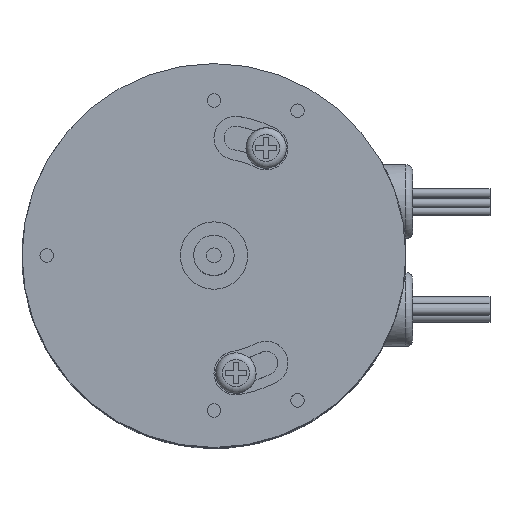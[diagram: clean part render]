
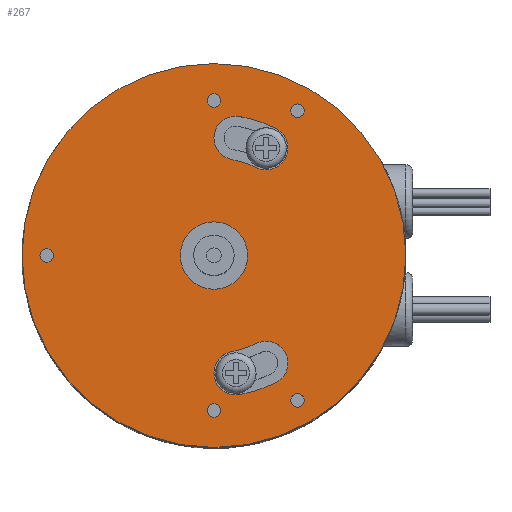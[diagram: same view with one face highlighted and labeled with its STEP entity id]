
A CAD part, top view. The second image highlights one B-rep face of the part: STEP entity #267.
In plain terms, the highlighted planar face has unit normal (0, 0, 1).
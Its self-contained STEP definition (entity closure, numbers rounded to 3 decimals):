
#267 = ADVANCED_FACE( '', ( #694, #695, #696, #697, #698, #699, #700, #701, #702 ), #703, .F. );
#694 = FACE_BOUND( '', #1339, .T. );
#695 = FACE_BOUND( '', #1340, .T. );
#696 = FACE_BOUND( '', #1341, .T. );
#697 = FACE_BOUND( '', #1342, .T. );
#698 = FACE_BOUND( '', #1343, .T. );
#699 = FACE_BOUND( '', #1344, .T. );
#700 = FACE_BOUND( '', #1345, .T. );
#701 = FACE_BOUND( '', #1346, .T. );
#702 = FACE_OUTER_BOUND( '', #1347, .T. );
#703 = PLANE( '', #1348 );
#1339 = EDGE_LOOP( '', ( #2120 ) );
#1340 = EDGE_LOOP( '', ( #2121 ) );
#1341 = EDGE_LOOP( '', ( #2122 ) );
#1342 = EDGE_LOOP( '', ( #2123 ) );
#1343 = EDGE_LOOP( '', ( #2124 ) );
#1344 = EDGE_LOOP( '', ( #2125, #2126, #2127, #2128 ) );
#1345 = EDGE_LOOP( '', ( #2129, #2130, #2131, #2132 ) );
#1346 = EDGE_LOOP( '', ( #2133 ) );
#1347 = EDGE_LOOP( '', ( #2134 ) );
#1348 = AXIS2_PLACEMENT_3D( '', #2135, #2136, #2137 );
#2120 = ORIENTED_EDGE( '', *, *, #3456, .T. );
#2121 = ORIENTED_EDGE( '', *, *, #3457, .T. );
#2122 = ORIENTED_EDGE( '', *, *, #3458, .T. );
#2123 = ORIENTED_EDGE( '', *, *, #3459, .T. );
#2124 = ORIENTED_EDGE( '', *, *, #3460, .T. );
#2125 = ORIENTED_EDGE( '', *, *, #3461, .T. );
#2126 = ORIENTED_EDGE( '', *, *, #3462, .T. );
#2127 = ORIENTED_EDGE( '', *, *, #3463, .T. );
#2128 = ORIENTED_EDGE( '', *, *, #3464, .T. );
#2129 = ORIENTED_EDGE( '', *, *, #3465, .F. );
#2130 = ORIENTED_EDGE( '', *, *, #3466, .F. );
#2131 = ORIENTED_EDGE( '', *, *, #3467, .F. );
#2132 = ORIENTED_EDGE( '', *, *, #3468, .F. );
#2133 = ORIENTED_EDGE( '', *, *, #3469, .T. );
#2134 = ORIENTED_EDGE( '', *, *, #3470, .F. );
#2135 = CARTESIAN_POINT( '', ( 0., 0., 94. ) );
#2136 = DIRECTION( '', ( 0., 0., -1. ) );
#2137 = DIRECTION( '', ( -1., 0., 0. ) );
#3456 = EDGE_CURVE( '', #4100, #4100, #4101, .T. );
#3457 = EDGE_CURVE( '', #4102, #4102, #4103, .T. );
#3458 = EDGE_CURVE( '', #4104, #4104, #4105, .T. );
#3459 = EDGE_CURVE( '', #4106, #4106, #4107, .T. );
#3460 = EDGE_CURVE( '', #4108, #4108, #4109, .T. );
#3461 = EDGE_CURVE( '', #4110, #4111, #4112, .T. );
#3462 = EDGE_CURVE( '', #4111, #4113, #4114, .T. );
#3463 = EDGE_CURVE( '', #4113, #4115, #4116, .T. );
#3464 = EDGE_CURVE( '', #4115, #4110, #4117, .T. );
#3465 = EDGE_CURVE( '', #4118, #4119, #4120, .T. );
#3466 = EDGE_CURVE( '', #4121, #4118, #4122, .T. );
#3467 = EDGE_CURVE( '', #4123, #4121, #4124, .T. );
#3468 = EDGE_CURVE( '', #4119, #4123, #4125, .T. );
#3469 = EDGE_CURVE( '', #4126, #4126, #4127, .T. );
#3470 = EDGE_CURVE( '', #4128, #4128, #4129, .T. );
#4100 = VERTEX_POINT( '', #4975 );
#4101 = CIRCLE( '', #4976, 1.007 );
#4102 = VERTEX_POINT( '', #4977 );
#4103 = CIRCLE( '', #4978, 1.007 );
#4104 = VERTEX_POINT( '', #4979 );
#4105 = CIRCLE( '', #4980, 1.007 );
#4106 = VERTEX_POINT( '', #4981 );
#4107 = CIRCLE( '', #4982, 1.007 );
#4108 = VERTEX_POINT( '', #4983 );
#4109 = CIRCLE( '', #4984, 1.007 );
#4110 = VERTEX_POINT( '', #4985 );
#4111 = VERTEX_POINT( '', #4986 );
#4112 = CIRCLE( '', #4987, 14.5 );
#4113 = VERTEX_POINT( '', #4988 );
#4114 = CIRCLE( '', #4989, 3.25 );
#4115 = VERTEX_POINT( '', #4990 );
#4116 = CIRCLE( '', #4991, 21. );
#4117 = CIRCLE( '', #4992, 3.25 );
#4118 = VERTEX_POINT( '', #4993 );
#4119 = VERTEX_POINT( '', #4994 );
#4120 = CIRCLE( '', #4995, 3.25 );
#4121 = VERTEX_POINT( '', #4996 );
#4122 = CIRCLE( '', #4997, 21. );
#4123 = VERTEX_POINT( '', #4998 );
#4124 = CIRCLE( '', #4999, 3.25 );
#4125 = CIRCLE( '', #5000, 14.5 );
#4126 = VERTEX_POINT( '', #5001 );
#4127 = CIRCLE( '', #5002, 5. );
#4128 = VERTEX_POINT( '', #5003 );
#4129 = CIRCLE( '', #5004, 28.5 );
#4975 = CARTESIAN_POINT( '', ( 0., -24.007, 94. ) );
#4976 = AXIS2_PLACEMENT_3D( '', #5996, #5997, #5998 );
#4977 = CARTESIAN_POINT( '', ( 0., 21.994, 94. ) );
#4978 = AXIS2_PLACEMENT_3D( '', #5999, #6000, #6001 );
#4979 = CARTESIAN_POINT( '', ( 12.41, 20.494, 94. ) );
#4980 = AXIS2_PLACEMENT_3D( '', #6002, #6003, #6004 );
#4981 = CARTESIAN_POINT( '', ( 12.41, -22.507, 94. ) );
#4982 = AXIS2_PLACEMENT_3D( '', #6005, #6006, #6007 );
#4983 = CARTESIAN_POINT( '', ( -24.829, -1.007, 94. ) );
#4984 = AXIS2_PLACEMENT_3D( '', #6008, #6009, #6010 );
#4985 = CARTESIAN_POINT( '', ( 2.655, -14.255, 94. ) );
#4986 = CARTESIAN_POINT( '', ( 6.331, -13.045, 94. ) );
#4987 = AXIS2_PLACEMENT_3D( '', #6011, #6012, #6013 );
#4988 = CARTESIAN_POINT( '', ( 9.169, -18.893, 94. ) );
#4989 = AXIS2_PLACEMENT_3D( '', #6014, #6015, #6016 );
#4990 = CARTESIAN_POINT( '', ( 3.845, -20.645, 94. ) );
#4991 = AXIS2_PLACEMENT_3D( '', #6017, #6018, #6019 );
#4992 = AXIS2_PLACEMENT_3D( '', #6020, #6021, #6022 );
#4993 = CARTESIAN_POINT( '', ( 3.845, 20.645, 94. ) );
#4994 = CARTESIAN_POINT( '', ( 2.655, 14.255, 94. ) );
#4995 = AXIS2_PLACEMENT_3D( '', #6023, #6024, #6025 );
#4996 = CARTESIAN_POINT( '', ( 9.169, 18.893, 94. ) );
#4997 = AXIS2_PLACEMENT_3D( '', #6026, #6027, #6028 );
#4998 = CARTESIAN_POINT( '', ( 6.331, 13.045, 94. ) );
#4999 = AXIS2_PLACEMENT_3D( '', #6029, #6030, #6031 );
#5000 = AXIS2_PLACEMENT_3D( '', #6032, #6033, #6034 );
#5001 = CARTESIAN_POINT( '', ( 0., 5., 94. ) );
#5002 = AXIS2_PLACEMENT_3D( '', #6035, #6036, #6037 );
#5003 = CARTESIAN_POINT( '', ( 28.5, 0., 94. ) );
#5004 = AXIS2_PLACEMENT_3D( '', #6038, #6039, #6040 );
#5996 = CARTESIAN_POINT( '', ( 0., -23., 94. ) );
#5997 = DIRECTION( '', ( 0., 0., -1. ) );
#5998 = DIRECTION( '', ( 0., -1., 0. ) );
#5999 = CARTESIAN_POINT( '', ( 0., 23., 94. ) );
#6000 = DIRECTION( '', ( 0., 0., -1. ) );
#6001 = DIRECTION( '', ( 0., -1., 0. ) );
#6002 = CARTESIAN_POINT( '', ( 12.41, 21.5, 94. ) );
#6003 = DIRECTION( '', ( 0., 0., -1. ) );
#6004 = DIRECTION( '', ( 0., -1., 0. ) );
#6005 = CARTESIAN_POINT( '', ( 12.41, -21.5, 94. ) );
#6006 = DIRECTION( '', ( 0., 0., -1. ) );
#6007 = DIRECTION( '', ( 0., -1., 0. ) );
#6008 = CARTESIAN_POINT( '', ( -24.829, 0., 94. ) );
#6009 = DIRECTION( '', ( 0., 0., -1. ) );
#6010 = DIRECTION( '', ( 0., -1., 0. ) );
#6011 = CARTESIAN_POINT( '', ( 0., 0., 94. ) );
#6012 = DIRECTION( '', ( 0., 0., 1. ) );
#6013 = DIRECTION( '', ( 0., -1., 0. ) );
#6014 = CARTESIAN_POINT( '', ( 7.75, -15.969, 94. ) );
#6015 = DIRECTION( '', ( 0., 0., -1. ) );
#6016 = DIRECTION( '', ( 0., -1., 0. ) );
#6017 = CARTESIAN_POINT( '', ( 0., 0., 94. ) );
#6018 = DIRECTION( '', ( 0., 0., -1. ) );
#6019 = DIRECTION( '', ( 0., -1., 0. ) );
#6020 = CARTESIAN_POINT( '', ( 3.25, -17.45, 94. ) );
#6021 = DIRECTION( '', ( 0., 0., -1. ) );
#6022 = DIRECTION( '', ( 0., 1., 0. ) );
#6023 = CARTESIAN_POINT( '', ( 3.25, 17.45, 94. ) );
#6024 = DIRECTION( '', ( 0., 0., 1. ) );
#6025 = DIRECTION( '', ( 0., -1., 0. ) );
#6026 = CARTESIAN_POINT( '', ( 0., 0., 94. ) );
#6027 = DIRECTION( '', ( 0., 0., 1. ) );
#6028 = DIRECTION( '', ( 0., -1., 0. ) );
#6029 = CARTESIAN_POINT( '', ( 7.75, 15.969, 94. ) );
#6030 = DIRECTION( '', ( 0., 0., 1. ) );
#6031 = DIRECTION( '', ( 0., 1., 0. ) );
#6032 = CARTESIAN_POINT( '', ( 0., 0., 94. ) );
#6033 = DIRECTION( '', ( 0., 0., -1. ) );
#6034 = DIRECTION( '', ( 0., -1., 0. ) );
#6035 = CARTESIAN_POINT( '', ( 0., 0., 94. ) );
#6036 = DIRECTION( '', ( 0., 0., -1. ) );
#6037 = DIRECTION( '', ( 0., 1., 0. ) );
#6038 = CARTESIAN_POINT( '', ( 0., 0., 94. ) );
#6039 = DIRECTION( '', ( 0., 0., -1. ) );
#6040 = DIRECTION( '', ( 1., 0., 0. ) );
